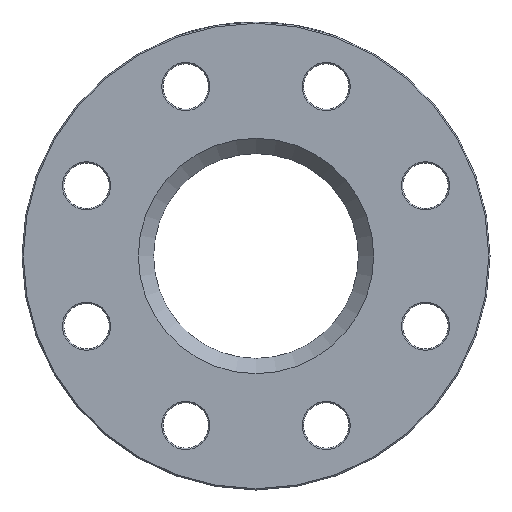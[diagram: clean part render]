
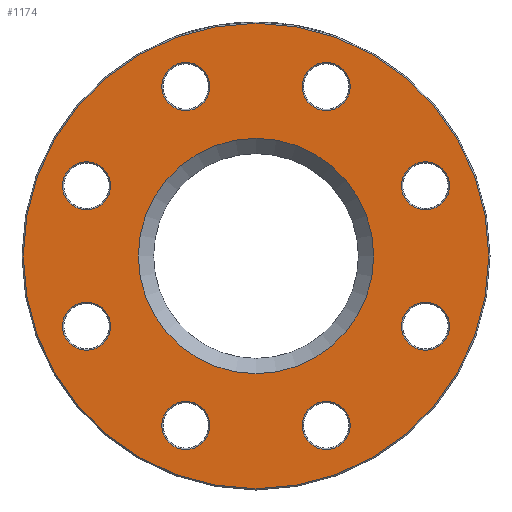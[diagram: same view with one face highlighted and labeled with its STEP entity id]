
A CAD part, left-side view. The second image highlights one B-rep face of the part: STEP entity #1174.
In plain terms, the highlighted planar face has unit normal (-1, 0, 0).
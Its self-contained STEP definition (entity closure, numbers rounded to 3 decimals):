
#2 = CARTESIAN_POINT ( 'NONE',  ( 0., -66.981, 27.745 ) ) ;
#73 = FACE_BOUND ( 'NONE', #1055, .T. ) ;
#96 = AXIS2_PLACEMENT_3D ( 'NONE', #2, #4258, #3585 ) ;
#124 = CARTESIAN_POINT ( 'NONE',  ( 0., -27.745, -66.981 ) ) ;
#152 = CARTESIAN_POINT ( 'NONE',  ( 0., 0., 0. ) ) ;
#272 = CARTESIAN_POINT ( 'NONE',  ( 0., -27.745, 57.481 ) ) ;
#296 = CARTESIAN_POINT ( 'NONE',  ( 0., 0., -92. ) ) ;
#319 = VERTEX_POINT ( 'NONE', #296 ) ;
#399 = ORIENTED_EDGE ( 'NONE', *, *, #719, .T. ) ;
#402 = CIRCLE ( 'NONE', #3992, 9.5 ) ;
#428 = EDGE_CURVE ( 'NONE', #2772, #2772, #709, .T. ) ;
#467 = CARTESIAN_POINT ( 'NONE',  ( 0., 0., 0. ) ) ;
#498 = CARTESIAN_POINT ( 'NONE',  ( 0., 27.745, 66.981 ) ) ;
#602 = VERTEX_POINT ( 'NONE', #627 ) ;
#627 = CARTESIAN_POINT ( 'NONE',  ( 0., 27.745, 57.481 ) ) ;
#647 = ORIENTED_EDGE ( 'NONE', *, *, #902, .T. ) ;
#667 = DIRECTION ( 'NONE',  ( 1., 0., 0. ) ) ;
#709 = CIRCLE ( 'NONE', #1280, 9.5 ) ;
#719 = EDGE_CURVE ( 'NONE', #4200, #4200, #4568, .T. ) ;
#762 = AXIS2_PLACEMENT_3D ( 'NONE', #152, #4086, #4205 ) ;
#875 = EDGE_LOOP ( 'NONE', ( #4320 ) ) ;
#902 = EDGE_CURVE ( 'NONE', #1726, #1726, #3232, .T. ) ;
#904 = ORIENTED_EDGE ( 'NONE', *, *, #1653, .T. ) ;
#974 = VERTEX_POINT ( 'NONE', #3527 ) ;
#1055 = EDGE_LOOP ( 'NONE', ( #2380 ) ) ;
#1097 = EDGE_LOOP ( 'NONE', ( #399 ) ) ;
#1160 = ORIENTED_EDGE ( 'NONE', *, *, #3602, .T. ) ;
#1163 = EDGE_CURVE ( 'NONE', #1999, #1999, #3752, .T. ) ;
#1174 = ADVANCED_FACE ( 'NONE', ( #4193, #1721, #4559, #1365, #2547, #3964, #1832, #73, #4005, #1502 ), #3338, .F. ) ;
#1214 = DIRECTION ( 'NONE',  ( 1., 0., 0. ) ) ;
#1270 = VERTEX_POINT ( 'NONE', #4564 ) ;
#1280 = AXIS2_PLACEMENT_3D ( 'NONE', #124, #3310, #1900 ) ;
#1321 = ORIENTED_EDGE ( 'NONE', *, *, #2912, .T. ) ;
#1328 = DIRECTION ( 'NONE',  ( 1., 0., 0. ) ) ;
#1347 = CARTESIAN_POINT ( 'NONE',  ( 0., -27.745, -76.481 ) ) ;
#1365 = FACE_BOUND ( 'NONE', #2354, .T. ) ;
#1373 = AXIS2_PLACEMENT_3D ( 'NONE', #467, #1985, #2967 ) ;
#1374 = CARTESIAN_POINT ( 'NONE',  ( 0., 27.745, -76.481 ) ) ;
#1450 = CIRCLE ( 'NONE', #2998, 9.5 ) ;
#1502 = FACE_BOUND ( 'NONE', #875, .T. ) ;
#1653 = EDGE_CURVE ( 'NONE', #2024, #2024, #1450, .T. ) ;
#1721 = FACE_OUTER_BOUND ( 'NONE', #4210, .T. ) ;
#1726 = VERTEX_POINT ( 'NONE', #3482 ) ;
#1731 = DIRECTION ( 'NONE',  ( 0., 0., -1. ) ) ;
#1747 = AXIS2_PLACEMENT_3D ( 'NONE', #3295, #2924, #3673 ) ;
#1799 = DIRECTION ( 'NONE',  ( 1., 0., 0. ) ) ;
#1808 = DIRECTION ( 'NONE',  ( 1., 0., 0. ) ) ;
#1832 = FACE_BOUND ( 'NONE', #3349, .T. ) ;
#1861 = EDGE_CURVE ( 'NONE', #1270, #1270, #2710, .T. ) ;
#1870 = DIRECTION ( 'NONE',  ( 0., 0., -1. ) ) ;
#1900 = DIRECTION ( 'NONE',  ( 0., 0., -1. ) ) ;
#1935 = DIRECTION ( 'NONE',  ( 1., 0., 0. ) ) ;
#1976 = EDGE_LOOP ( 'NONE', ( #647 ) ) ;
#1985 = DIRECTION ( 'NONE',  ( 1., 0., 0. ) ) ;
#1999 = VERTEX_POINT ( 'NONE', #1374 ) ;
#2019 = CARTESIAN_POINT ( 'NONE',  ( 0., -66.981, -27.745 ) ) ;
#2024 = VERTEX_POINT ( 'NONE', #272 ) ;
#2188 = CIRCLE ( 'NONE', #762, 92. ) ;
#2354 = EDGE_LOOP ( 'NONE', ( #904 ) ) ;
#2380 = ORIENTED_EDGE ( 'NONE', *, *, #1163, .T. ) ;
#2547 = FACE_BOUND ( 'NONE', #2993, .T. ) ;
#2612 = EDGE_CURVE ( 'NONE', #974, #974, #2995, .T. ) ;
#2623 = AXIS2_PLACEMENT_3D ( 'NONE', #3944, #1808, #3236 ) ;
#2641 = ORIENTED_EDGE ( 'NONE', *, *, #428, .T. ) ;
#2710 = CIRCLE ( 'NONE', #1373, 46.5 ) ;
#2717 = EDGE_LOOP ( 'NONE', ( #1160 ) ) ;
#2772 = VERTEX_POINT ( 'NONE', #1347 ) ;
#2800 = CARTESIAN_POINT ( 'NONE',  ( 0., -66.981, -37.245 ) ) ;
#2897 = ORIENTED_EDGE ( 'NONE', *, *, #4224, .T. ) ;
#2912 = EDGE_CURVE ( 'NONE', #319, #319, #2188, .T. ) ;
#2924 = DIRECTION ( 'NONE',  ( 1., 0., 0. ) ) ;
#2936 = CIRCLE ( 'NONE', #96, 9.5 ) ;
#2967 = DIRECTION ( 'NONE',  ( 0., 0., -1. ) ) ;
#2993 = EDGE_LOOP ( 'NONE', ( #2897 ) ) ;
#2995 = CIRCLE ( 'NONE', #4121, 9.5 ) ;
#2998 = AXIS2_PLACEMENT_3D ( 'NONE', #3746, #1935, #4484 ) ;
#3046 = EDGE_LOOP ( 'NONE', ( #4552 ) ) ;
#3178 = VERTEX_POINT ( 'NONE', #3991 ) ;
#3232 = CIRCLE ( 'NONE', #4348, 9.5 ) ;
#3236 = DIRECTION ( 'NONE',  ( 0., 0., -1. ) ) ;
#3295 = CARTESIAN_POINT ( 'NONE',  ( 0., 40.5, 0. ) ) ;
#3310 = DIRECTION ( 'NONE',  ( 1., 0., 0. ) ) ;
#3338 = PLANE ( 'NONE',  #1747 ) ;
#3349 = EDGE_LOOP ( 'NONE', ( #2641 ) ) ;
#3482 = CARTESIAN_POINT ( 'NONE',  ( 0., 66.981, -37.245 ) ) ;
#3512 = CARTESIAN_POINT ( 'NONE',  ( 0., 66.981, -27.745 ) ) ;
#3527 = CARTESIAN_POINT ( 'NONE',  ( 0., 66.981, 18.245 ) ) ;
#3585 = DIRECTION ( 'NONE',  ( 0., 0., -1. ) ) ;
#3602 = EDGE_CURVE ( 'NONE', #602, #602, #402, .T. ) ;
#3673 = DIRECTION ( 'NONE',  ( 0., 0., -1. ) ) ;
#3746 = CARTESIAN_POINT ( 'NONE',  ( 0., -27.745, 66.981 ) ) ;
#3752 = CIRCLE ( 'NONE', #2623, 9.5 ) ;
#3944 = CARTESIAN_POINT ( 'NONE',  ( 0., 27.745, -66.981 ) ) ;
#3964 = FACE_BOUND ( 'NONE', #1097, .T. ) ;
#3980 = AXIS2_PLACEMENT_3D ( 'NONE', #2019, #667, #4462 ) ;
#3991 = CARTESIAN_POINT ( 'NONE',  ( 0., -66.981, 18.245 ) ) ;
#3992 = AXIS2_PLACEMENT_3D ( 'NONE', #498, #1799, #4075 ) ;
#4005 = FACE_BOUND ( 'NONE', #1976, .T. ) ;
#4048 = CARTESIAN_POINT ( 'NONE',  ( 0., 66.981, 27.745 ) ) ;
#4075 = DIRECTION ( 'NONE',  ( 0., 0., -1. ) ) ;
#4086 = DIRECTION ( 'NONE',  ( -1., 0., 0. ) ) ;
#4121 = AXIS2_PLACEMENT_3D ( 'NONE', #4048, #1214, #1870 ) ;
#4193 = FACE_BOUND ( 'NONE', #3046, .T. ) ;
#4200 = VERTEX_POINT ( 'NONE', #2800 ) ;
#4205 = DIRECTION ( 'NONE',  ( 0., 0., -1. ) ) ;
#4210 = EDGE_LOOP ( 'NONE', ( #1321 ) ) ;
#4224 = EDGE_CURVE ( 'NONE', #3178, #3178, #2936, .T. ) ;
#4258 = DIRECTION ( 'NONE',  ( 1., 0., 0. ) ) ;
#4320 = ORIENTED_EDGE ( 'NONE', *, *, #2612, .T. ) ;
#4348 = AXIS2_PLACEMENT_3D ( 'NONE', #3512, #1328, #1731 ) ;
#4462 = DIRECTION ( 'NONE',  ( 0., 0., -1. ) ) ;
#4484 = DIRECTION ( 'NONE',  ( 0., 0., -1. ) ) ;
#4552 = ORIENTED_EDGE ( 'NONE', *, *, #1861, .T. ) ;
#4559 = FACE_BOUND ( 'NONE', #2717, .T. ) ;
#4564 = CARTESIAN_POINT ( 'NONE',  ( 0., 0., -46.5 ) ) ;
#4568 = CIRCLE ( 'NONE', #3980, 9.5 ) ;
